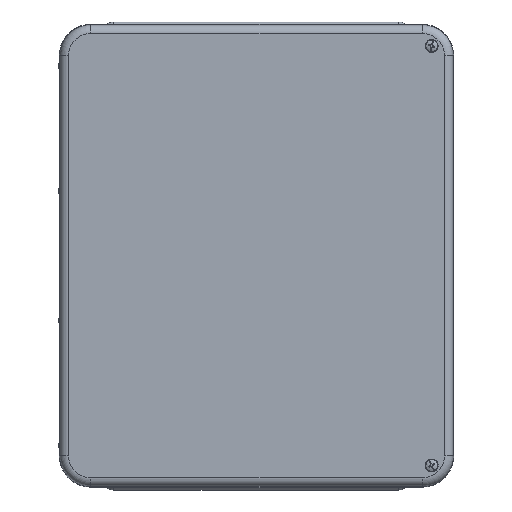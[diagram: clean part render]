
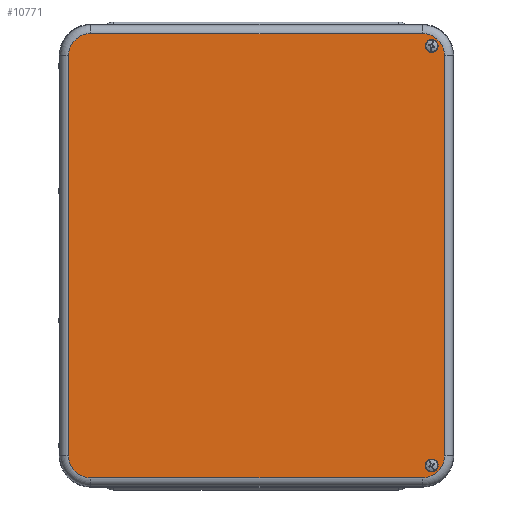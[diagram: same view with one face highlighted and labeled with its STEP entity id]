
A CAD part, top view. The second image highlights one B-rep face of the part: STEP entity #10771.
In plain terms, the highlighted planar face has unit normal (0, 0, 1).
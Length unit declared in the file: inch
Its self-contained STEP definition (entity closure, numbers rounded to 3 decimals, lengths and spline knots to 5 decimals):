
#901=LINE($,#19802,#1623);
#903=LINE($,#19822,#1625);
#906=LINE($,#19829,#1628);
#908=LINE($,#19844,#1630);
#1623=VECTOR($,#14922,9.618);
#1625=VECTOR($,#14946,11.598);
#1628=VECTOR($,#14953,11.598);
#1630=VECTOR($,#14973,9.618);
#1909=PLANE($,#11962);
#2239=FACE_BOUND($,#3984,.T.);
#2240=FACE_BOUND($,#3985,.T.);
#3086=FACE_OUTER_BOUND($,#3983,.T.);
#3983=EDGE_LOOP($,(#9682,#9683,#9684,#9685,#9686,#9687,#9688,#9689));
#3984=EDGE_LOOP($,(#9690));
#3985=EDGE_LOOP($,(#9691));
#4655=CIRCLE($,#11885,0.117);
#4657=CIRCLE($,#11888,0.117);
#4679=CIRCLE($,#11937,0.6375);
#4683=CIRCLE($,#11942,0.6375);
#4687=CIRCLE($,#11949,0.6375);
#4691=CIRCLE($,#11954,0.6375);
#5639=VERTEX_POINT($,#19703);
#5641=VERTEX_POINT($,#19708);
#5672=VERTEX_POINT($,#19799);
#5673=VERTEX_POINT($,#19801);
#5676=VERTEX_POINT($,#19808);
#5677=VERTEX_POINT($,#19813);
#5680=VERTEX_POINT($,#19820);
#5681=VERTEX_POINT($,#19825);
#5684=VERTEX_POINT($,#19832);
#5685=VERTEX_POINT($,#19837);
#6999=EDGE_CURVE($,#5639,#5639,#4655,.T.);
#7001=EDGE_CURVE($,#5641,#5641,#4657,.T.);
#7044=EDGE_CURVE($,#5672,#5673,#901,.T.);
#7048=EDGE_CURVE($,#5676,#5672,#4679,.T.);
#7052=EDGE_CURVE($,#5673,#5677,#4683,.T.);
#7054=EDGE_CURVE($,#5680,#5676,#903,.T.);
#7058=EDGE_CURVE($,#5677,#5681,#906,.T.);
#7060=EDGE_CURVE($,#5684,#5680,#4687,.T.);
#7064=EDGE_CURVE($,#5681,#5685,#4691,.T.);
#7066=EDGE_CURVE($,#5685,#5684,#908,.T.);
#9682=ORIENTED_EDGE($,*,*,#7044,.F.);
#9683=ORIENTED_EDGE($,*,*,#7048,.F.);
#9684=ORIENTED_EDGE($,*,*,#7054,.F.);
#9685=ORIENTED_EDGE($,*,*,#7060,.F.);
#9686=ORIENTED_EDGE($,*,*,#7066,.F.);
#9687=ORIENTED_EDGE($,*,*,#7064,.F.);
#9688=ORIENTED_EDGE($,*,*,#7058,.F.);
#9689=ORIENTED_EDGE($,*,*,#7052,.F.);
#9690=ORIENTED_EDGE($,*,*,#6999,.T.);
#9691=ORIENTED_EDGE($,*,*,#7001,.T.);
#10771=ADVANCED_FACE($,(#3086,#2239,#2240),#1909,.T.);
#11885=AXIS2_PLACEMENT_3D($,#19704,#14809,#14810);
#11888=AXIS2_PLACEMENT_3D($,#19709,#14815,#14816);
#11937=AXIS2_PLACEMENT_3D($,#19810,#14930,#14931);
#11942=AXIS2_PLACEMENT_3D($,#19817,#14940,#14941);
#11949=AXIS2_PLACEMENT_3D($,#19834,#14958,#14959);
#11954=AXIS2_PLACEMENT_3D($,#19841,#14968,#14969);
#11962=AXIS2_PLACEMENT_3D($,#19863,#14993,#14994);
#14809=DIRECTION('center_axis',(0.,0.,-1.));
#14810=DIRECTION('ref_axis',(1.,0.,0.));
#14815=DIRECTION('center_axis',(0.,0.,-1.));
#14816=DIRECTION('ref_axis',(1.,0.,0.));
#14922=DIRECTION($,(1.,0.,0.));
#14930=DIRECTION('center_axis',(0.,0.,-1.));
#14931=DIRECTION('ref_axis',(-0.707,0.707,0.));
#14940=DIRECTION('center_axis',(0.,0.,-1.));
#14941=DIRECTION('ref_axis',(0.707,0.707,0.));
#14946=DIRECTION($,(0.,1.,0.));
#14953=DIRECTION($,(0.,-1.,0.));
#14958=DIRECTION('center_axis',(0.,0.,-1.));
#14959=DIRECTION('ref_axis',(-0.707,-0.707,0.));
#14968=DIRECTION('center_axis',(0.,0.,-1.));
#14969=DIRECTION('ref_axis',(0.707,-0.707,0.));
#14973=DIRECTION($,(-1.,0.,0.));
#14993=DIRECTION('center_axis',(0.,0.,1.));
#14994=DIRECTION('ref_axis',(1.,0.,0.));
#19703=CARTESIAN_POINT('',(5.19513,-6.078,0.78));
#19704=CARTESIAN_POINT('Origin',(5.07813,-6.078,0.78));
#19708=CARTESIAN_POINT('',(5.19513,6.078,0.78));
#19709=CARTESIAN_POINT('Origin',(5.07813,6.078,0.78));
#19799=CARTESIAN_POINT('',(-4.809,6.4365,0.78));
#19801=CARTESIAN_POINT('',(4.809,6.4365,0.78));
#19802=CARTESIAN_POINT($,(-4.809,6.4365,0.78));
#19808=CARTESIAN_POINT('',(-5.4465,5.799,0.78));
#19810=CARTESIAN_POINT('Origin',(-4.809,5.799,0.78));
#19813=CARTESIAN_POINT('',(5.4465,5.799,0.78));
#19817=CARTESIAN_POINT('Origin',(4.809,5.799,0.78));
#19820=CARTESIAN_POINT('',(-5.4465,-5.799,0.78));
#19822=CARTESIAN_POINT($,(-5.4465,-5.799,0.78));
#19825=CARTESIAN_POINT('',(5.4465,-5.799,0.78));
#19829=CARTESIAN_POINT($,(5.4465,5.799,0.78));
#19832=CARTESIAN_POINT('',(-4.809,-6.4365,0.78));
#19834=CARTESIAN_POINT('Origin',(-4.809,-5.799,0.78));
#19837=CARTESIAN_POINT('',(4.809,-6.4365,0.78));
#19841=CARTESIAN_POINT('Origin',(4.809,-5.799,0.78));
#19844=CARTESIAN_POINT($,(4.809,-6.4365,0.78));
#19863=CARTESIAN_POINT('Origin',(0.,0.,0.78));
